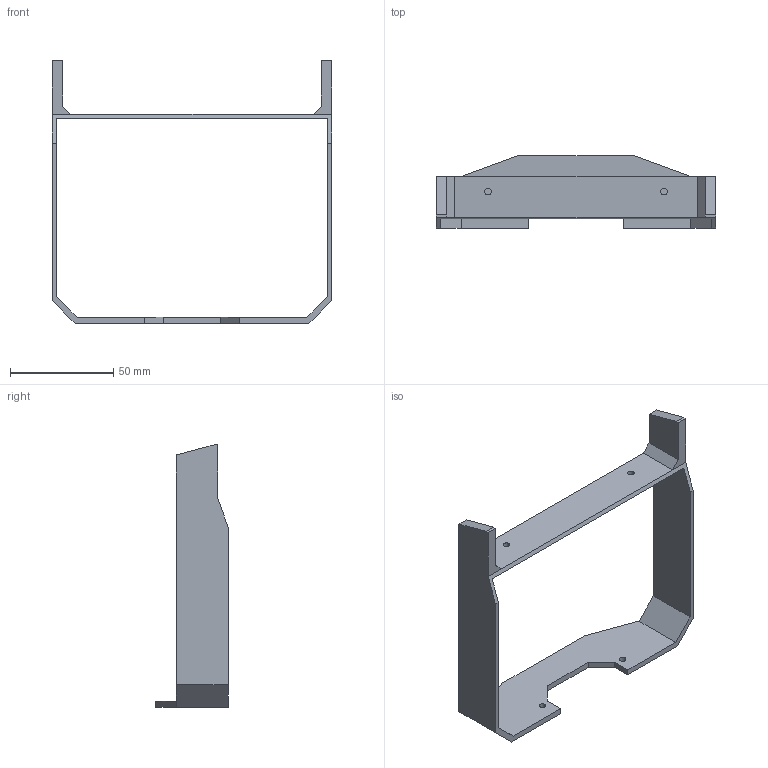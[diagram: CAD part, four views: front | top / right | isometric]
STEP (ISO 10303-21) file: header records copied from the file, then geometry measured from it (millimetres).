
FILE_DESCRIPTION (( 'STEP AP203' ), '1' );
FILE_NAME ('Bumper.step', '2023-11-25T11:18:23', ( '' ), ( '' ), 'SwSTEP 2.0', 'SolidWorks 2022', '' );
FILE_SCHEMA (( 'CONFIG_CONTROL_DESIGN' ));
Length unit declared in the file: millimetre
Products named in the file (1): Bumper
Bounding box: 135 x 35 x 127 mm (x, y, z)
Volume: 29835.9 mm3; surface area: 25883.8 mm2
Topology: 1 solids, 1 shells, 44 faces, 128 edges, 84 vertices
Faces by surface type: plane 36, cylinder 8
Entity records: 1533 total; most frequent: CARTESIAN_POINT 257, ORIENTED_EDGE 256, DIRECTION 234, EDGE_CURVE 128, VECTOR 112, LINE 112, VERTEX_POINT 84, AXIS2_PLACEMENT_3D 61
